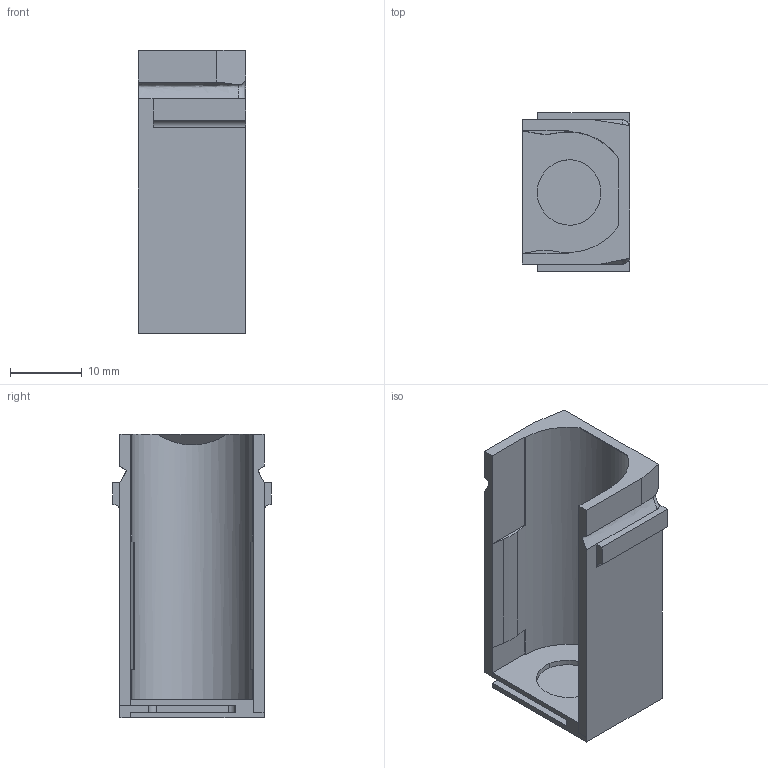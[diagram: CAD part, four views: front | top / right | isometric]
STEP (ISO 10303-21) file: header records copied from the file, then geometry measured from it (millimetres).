
FILE_DESCRIPTION(/* description */ (''),/* implementation_level */ '2;1');
FILE_NAME(/* name */ 'Batt holder.step',/* time_stamp */ '2025-12-17T16:16:44Z',/* author */ (''),/* organization */ (''),/* preprocessor_version */ 'ST-DEVELOPER v20.1',/* originating_system */ 'Autodesk Translation Framework v14.21.0.0',/* authorisation */ '');
FILE_SCHEMA (('AUTOMOTIVE_DESIGN { 1 0 10303 214 3 1 1 }'));
Length unit declared in the file: millimetre
Products named in the file (1): Batt holder
Bounding box: 14.9 x 22.05 x 39.43 mm (x, y, z)
Volume: 3519.9 mm3; surface area: 4486.3 mm2
Topology: 1 solids, 1 shells, 61 faces, 176 edges, 117 vertices
Faces by surface type: plane 48, cylinder 9, bspline 4
Entity records: 2619 total; most frequent: CARTESIAN_POINT 986, ORIENTED_EDGE 352, DIRECTION 307, EDGE_CURVE 176, LINE 137, VECTOR 137, VERTEX_POINT 117, AXIS2_PLACEMENT_3D 85
